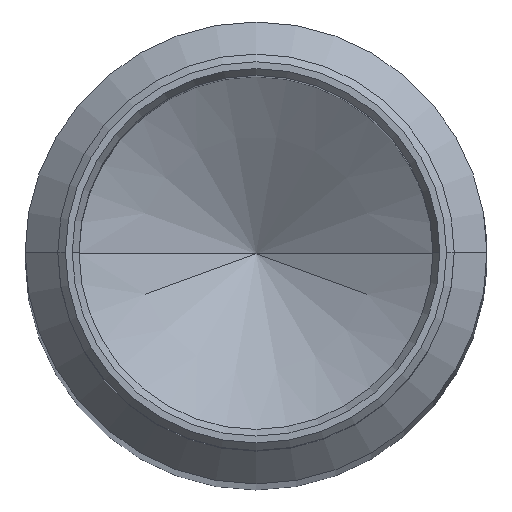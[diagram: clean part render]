
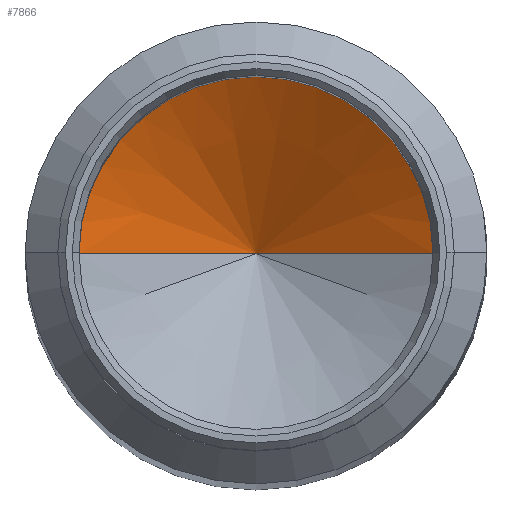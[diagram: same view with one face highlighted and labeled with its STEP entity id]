
A CAD part, top view. The second image highlights one B-rep face of the part: STEP entity #7866.
In plain terms, the highlighted conical face has half-angle 59 degrees and reference radius 4.6 mm.
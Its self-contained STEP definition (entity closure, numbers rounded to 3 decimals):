
#606 = VERTEX_POINT ( 'NONE', #5354 ) ;
#744 = DIRECTION ( 'NONE',  ( 1., 0., 0. ) ) ;
#821 = DIRECTION ( 'NONE',  ( -0.857, 0., 0.515 ) ) ;
#985 = AXIS2_PLACEMENT_3D ( 'NONE', #11239, #15214, #3132 ) ;
#1185 = ORIENTED_EDGE ( 'NONE', *, *, #12717, .F. ) ;
#1379 = ORIENTED_EDGE ( 'NONE', *, *, #16587, .T. ) ;
#2595 = LINE ( 'NONE', #7969, #3784 ) ;
#3132 = DIRECTION ( 'NONE',  ( 1., 0., 0. ) ) ;
#3387 = CIRCLE ( 'NONE', #5646, 4.6 ) ;
#3784 = VECTOR ( 'NONE', #10434, 1000. ) ;
#5354 = CARTESIAN_POINT ( 'NONE',  ( 4.6, 0., -20. ) ) ;
#5646 = AXIS2_PLACEMENT_3D ( 'NONE', #10158, #14128, #744 ) ;
#6104 = LINE ( 'NONE', #12887, #12268 ) ;
#6726 = CARTESIAN_POINT ( 'NONE',  ( 0., 0., -22.764 ) ) ;
#7049 = EDGE_CURVE ( 'NONE', #8559, #606, #2595, .T. ) ;
#7359 = CARTESIAN_POINT ( 'NONE',  ( -4.6, 0., -20. ) ) ;
#7841 = ORIENTED_EDGE ( 'NONE', *, *, #7049, .T. ) ;
#7866 = ADVANCED_FACE ( 'NONE', ( #13283 ), #12244, .F. ) ;
#7969 = CARTESIAN_POINT ( 'NONE',  ( 4.6, 0., -20. ) ) ;
#8559 = VERTEX_POINT ( 'NONE', #6726 ) ;
#10158 = CARTESIAN_POINT ( 'NONE',  ( 0., 0., -20. ) ) ;
#10434 = DIRECTION ( 'NONE',  ( 0.857, 0., 0.515 ) ) ;
#10920 = EDGE_LOOP ( 'NONE', ( #1185, #7841, #1379 ) ) ;
#11239 = CARTESIAN_POINT ( 'NONE',  ( 0., 0., -20. ) ) ;
#12244 = CONICAL_SURFACE ( 'NONE', #985, 4.6, 1.03 ) ;
#12268 = VECTOR ( 'NONE', #821, 1000. ) ;
#12717 = EDGE_CURVE ( 'NONE', #8559, #14376, #6104, .T. ) ;
#12887 = CARTESIAN_POINT ( 'NONE',  ( -4.6, 0., -20. ) ) ;
#13283 = FACE_OUTER_BOUND ( 'NONE', #10920, .T. ) ;
#14128 = DIRECTION ( 'NONE',  ( 0., 0., 1. ) ) ;
#14376 = VERTEX_POINT ( 'NONE', #7359 ) ;
#15214 = DIRECTION ( 'NONE',  ( 0., 0., 1. ) ) ;
#16587 = EDGE_CURVE ( 'NONE', #606, #14376, #3387, .T. ) ;
